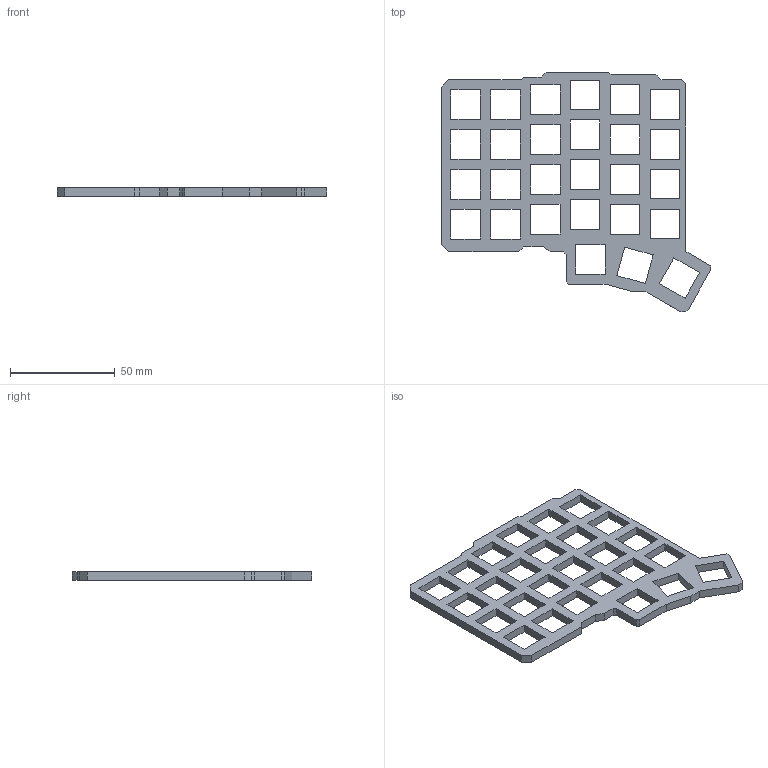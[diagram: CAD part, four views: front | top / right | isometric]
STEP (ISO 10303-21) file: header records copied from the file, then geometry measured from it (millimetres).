
FILE_DESCRIPTION(/* description */ ('KiCad electronic assembly'),/* implementation_level */ '2;1');
FILE_NAME(/* name */ 'keycap_spacer.step',/* time_stamp */ '2025-10-04T23:39:47+07:00',/* author */ (''),/* organization */ (''),/* preprocessor_version */ 'ST-DEVELOPER v20.1',/* originating_system */ 'Autodesk Translation Framework v14.17.0.0',/* authorisation */ '');
FILE_SCHEMA (('AUTOMOTIVE_DESIGN { 1 0 10303 214 3 1 1 }'));
Length unit declared in the file: millimetre
Products named in the file (1): 2025-10-02-15-01-46-828
Bounding box: 128.53 x 114.3 x 4 mm (x, y, z)
Volume: 22555.3 mm3; surface area: 19180.1 mm2
Topology: 1 solids, 1 shells, 141 faces, 417 edges, 278 vertices
Faces by surface type: plane 141
Entity records: 4752 total; most frequent: CARTESIAN_POINT 837, ORIENTED_EDGE 834, DIRECTION 701, LINE 417, VECTOR 417, EDGE_CURVE 417, VERTEX_POINT 278, EDGE_LOOP 195
